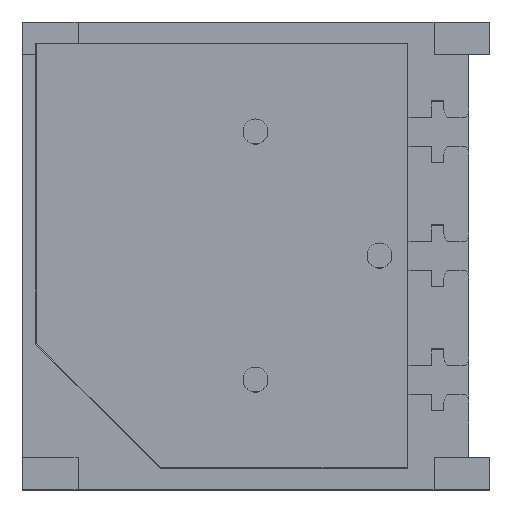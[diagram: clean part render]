
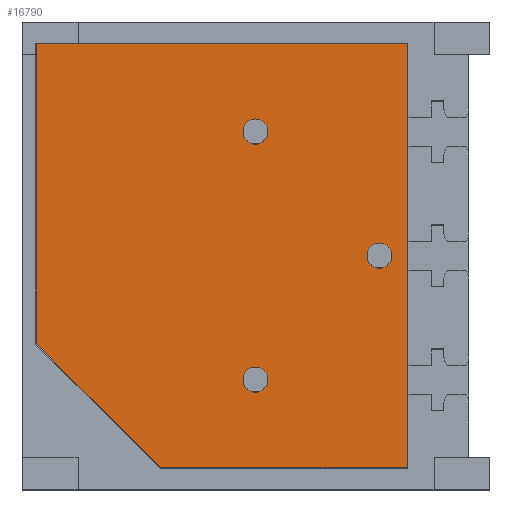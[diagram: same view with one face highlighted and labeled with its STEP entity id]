
A CAD part, top view. The second image highlights one B-rep face of the part: STEP entity #16790.
In plain terms, the highlighted planar face has unit normal (0, 0, 1).
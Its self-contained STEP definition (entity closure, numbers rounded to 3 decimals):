
#4 = AXIS2_PLACEMENT_3D ( 'NONE', #21453, #7688, #23806 ) ;
#187 = ORIENTED_EDGE ( 'NONE', *, *, #28865, .F. ) ;
#268 = DIRECTION ( 'NONE',  ( 0., -1., 0. ) ) ;
#493 = EDGE_CURVE ( 'NONE', #7878, #19135, #5925, .T. ) ;
#518 = EDGE_LOOP ( 'NONE', ( #20754, #25107 ) ) ;
#1092 = EDGE_CURVE ( 'NONE', #3654, #7112, #19941, .T. ) ;
#1168 = ORIENTED_EDGE ( 'NONE', *, *, #17972, .T. ) ;
#1399 = ORIENTED_EDGE ( 'NONE', *, *, #493, .T. ) ;
#1592 = CARTESIAN_POINT ( 'NONE',  ( 4.775, 2.248, 4.547 ) ) ;
#1849 = CARTESIAN_POINT ( 'NONE',  ( 7.885, 7.036, 4.547 ) ) ;
#2199 = AXIS2_PLACEMENT_3D ( 'NONE', #6433, #22518, #8768 ) ;
#2250 = DIRECTION ( 'NONE',  ( -1., 0., 0. ) ) ;
#2482 = CARTESIAN_POINT ( 'NONE',  ( 5.029, 7.328, 4.547 ) ) ;
#2626 = CARTESIAN_POINT ( 'NONE',  ( 7.885, 4.496, 4.547 ) ) ;
#2787 = FACE_BOUND ( 'NONE', #5385, .T. ) ;
#3124 = CIRCLE ( 'NONE', #22920, 0.254 ) ;
#3654 = VERTEX_POINT ( 'NONE', #23768 ) ;
#3930 = DIRECTION ( 'NONE',  ( -1., 0., 0. ) ) ;
#4042 = VECTOR ( 'NONE', #16375, 1000. ) ;
#4066 = EDGE_LOOP ( 'NONE', ( #7797, #16794 ) ) ;
#4072 = ORIENTED_EDGE ( 'NONE', *, *, #21670, .F. ) ;
#4508 = CARTESIAN_POINT ( 'NONE',  ( 4.521, 7.328, 4.547 ) ) ;
#4797 = VERTEX_POINT ( 'NONE', #8955 ) ;
#5100 = VERTEX_POINT ( 'NONE', #7452 ) ;
#5138 = CARTESIAN_POINT ( 'NONE',  ( 7.315, 4.788, 4.547 ) ) ;
#5156 = CARTESIAN_POINT ( 'NONE',  ( 9.247, 4.788, 4.547 ) ) ;
#5385 = EDGE_LOOP ( 'NONE', ( #6176, #22302 ) ) ;
#5424 = VECTOR ( 'NONE', #11531, 1000. ) ;
#5554 = CIRCLE ( 'NONE', #19438, 0.254 ) ;
#5656 = LINE ( 'NONE', #9190, #11031 ) ;
#5925 = LINE ( 'NONE', #29499, #17443 ) ;
#5982 = AXIS2_PLACEMENT_3D ( 'NONE', #12256, #28363, #14565 ) ;
#6078 = VECTOR ( 'NONE', #17943, 1000. ) ;
#6146 = EDGE_CURVE ( 'NONE', #8575, #15830, #12162, .T. ) ;
#6176 = ORIENTED_EDGE ( 'NONE', *, *, #1092, .T. ) ;
#6215 = CARTESIAN_POINT ( 'NONE',  ( 4.775, 2.248, 4.547 ) ) ;
#6433 = CARTESIAN_POINT ( 'NONE',  ( 4.775, 7.328, 4.547 ) ) ;
#6469 = DIRECTION ( 'NONE',  ( 0., 1., 0. ) ) ;
#7086 = LINE ( 'NONE', #16043, #18576 ) ;
#7112 = VERTEX_POINT ( 'NONE', #26973 ) ;
#7191 = AXIS2_PLACEMENT_3D ( 'NONE', #5138, #21235, #7463 ) ;
#7452 = CARTESIAN_POINT ( 'NONE',  ( 0.294, 9.129, 4.547 ) ) ;
#7463 = DIRECTION ( 'NONE',  ( -1., 0., 0. ) ) ;
#7688 = DIRECTION ( 'NONE',  ( 0., 0., -1. ) ) ;
#7797 = ORIENTED_EDGE ( 'NONE', *, *, #8826, .T. ) ;
#7878 = VERTEX_POINT ( 'NONE', #16269 ) ;
#7882 = VERTEX_POINT ( 'NONE', #2482 ) ;
#7967 = VECTOR ( 'NONE', #268, 1000. ) ;
#8068 = CARTESIAN_POINT ( 'NONE',  ( 7.885, 7.62, 4.547 ) ) ;
#8548 = DIRECTION ( 'NONE',  ( -1., 0., 0. ) ) ;
#8575 = VERTEX_POINT ( 'NONE', #28157 ) ;
#8727 = CARTESIAN_POINT ( 'NONE',  ( 7.885, 1.956, 4.547 ) ) ;
#8768 = DIRECTION ( 'NONE',  ( -1., 0., 0. ) ) ;
#8826 = EDGE_CURVE ( 'NONE', #29797, #7882, #24992, .T. ) ;
#8955 = CARTESIAN_POINT ( 'NONE',  ( 7.885, 5.08, 4.547 ) ) ;
#9190 = CARTESIAN_POINT ( 'NONE',  ( 5.363, 0.446, 4.547 ) ) ;
#9209 = LINE ( 'NONE', #9539, #26110 ) ;
#9539 = CARTESIAN_POINT ( 'NONE',  ( 7.885, 4.788, 4.547 ) ) ;
#9645 = EDGE_CURVE ( 'NONE', #26214, #15830, #12296, .T. ) ;
#9889 = ORIENTED_EDGE ( 'NONE', *, *, #9645, .F. ) ;
#9892 = LINE ( 'NONE', #13711, #14468 ) ;
#10155 = CIRCLE ( 'NONE', #4, 0.254 ) ;
#10312 = LINE ( 'NONE', #15502, #27904 ) ;
#10387 = VERTEX_POINT ( 'NONE', #19556 ) ;
#10624 = EDGE_CURVE ( 'NONE', #15251, #10387, #20199, .T. ) ;
#11031 = VECTOR ( 'NONE', #2250, 1000. ) ;
#11531 = DIRECTION ( 'NONE',  ( 1., 0., 0. ) ) ;
#11706 = AXIS2_PLACEMENT_3D ( 'NONE', #5156, #12083, #28178 ) ;
#12083 = DIRECTION ( 'NONE',  ( 0., 0., 1. ) ) ;
#12162 = LINE ( 'NONE', #1849, #6078 ) ;
#12256 = CARTESIAN_POINT ( 'NONE',  ( 7.315, 4.788, 4.547 ) ) ;
#12296 = LINE ( 'NONE', #25629, #4042 ) ;
#12394 = EDGE_CURVE ( 'NONE', #14670, #12499, #5554, .T. ) ;
#12499 = VERTEX_POINT ( 'NONE', #24836 ) ;
#13023 = CARTESIAN_POINT ( 'NONE',  ( 5.029, 2.248, 4.547 ) ) ;
#13028 = CARTESIAN_POINT ( 'NONE',  ( 2.832, 0.446, 4.547 ) ) ;
#13637 = EDGE_CURVE ( 'NONE', #15251, #7878, #29591, .T. ) ;
#13711 = CARTESIAN_POINT ( 'NONE',  ( 1.563, 1.716, 4.547 ) ) ;
#13841 = EDGE_CURVE ( 'NONE', #7882, #29797, #10155, .T. ) ;
#14468 = VECTOR ( 'NONE', #29817, 1000. ) ;
#14565 = DIRECTION ( 'NONE',  ( -1., 0., 0. ) ) ;
#14670 = VERTEX_POINT ( 'NONE', #13023 ) ;
#15006 = ORIENTED_EDGE ( 'NONE', *, *, #17728, .T. ) ;
#15062 = FACE_OUTER_BOUND ( 'NONE', #18967, .T. ) ;
#15251 = VERTEX_POINT ( 'NONE', #26680 ) ;
#15502 = CARTESIAN_POINT ( 'NONE',  ( 7.885, 4.496, 4.547 ) ) ;
#15830 = VERTEX_POINT ( 'NONE', #8068 ) ;
#16043 = CARTESIAN_POINT ( 'NONE',  ( 0.294, 6.061, 4.547 ) ) ;
#16269 = CARTESIAN_POINT ( 'NONE',  ( 7.885, 2.54, 4.547 ) ) ;
#16375 = DIRECTION ( 'NONE',  ( 0., -1., 0. ) ) ;
#16790 = ADVANCED_FACE ( 'NONE', ( #27257, #26571, #2787, #15062 ), #25886, .T. ) ;
#16794 = ORIENTED_EDGE ( 'NONE', *, *, #13841, .T. ) ;
#17391 = VERTEX_POINT ( 'NONE', #25734 ) ;
#17443 = VECTOR ( 'NONE', #6469, 1000. ) ;
#17459 = EDGE_CURVE ( 'NONE', #7112, #3654, #20747, .T. ) ;
#17719 = DIRECTION ( 'NONE',  ( 0., 0., -1. ) ) ;
#17728 = EDGE_CURVE ( 'NONE', #19135, #4797, #10312, .T. ) ;
#17783 = DIRECTION ( 'NONE',  ( 0., 1., 0. ) ) ;
#17943 = DIRECTION ( 'NONE',  ( 0., 1., 0. ) ) ;
#17972 = EDGE_CURVE ( 'NONE', #4797, #8575, #9209, .T. ) ;
#18343 = DIRECTION ( 'NONE',  ( 0., 1., 0. ) ) ;
#18576 = VECTOR ( 'NONE', #18343, 1000. ) ;
#18967 = EDGE_LOOP ( 'NONE', ( #23326, #1399, #15006, #1168, #21384, #9889, #4072, #26497, #187, #22550, #21876 ) ) ;
#19135 = VERTEX_POINT ( 'NONE', #2626 ) ;
#19438 = AXIS2_PLACEMENT_3D ( 'NONE', #6215, #22319, #8548 ) ;
#19556 = CARTESIAN_POINT ( 'NONE',  ( 7.885, 0.446, 4.547 ) ) ;
#19941 = CIRCLE ( 'NONE', #7191, 0.254 ) ;
#20199 = LINE ( 'NONE', #27823, #7967 ) ;
#20408 = VERTEX_POINT ( 'NONE', #13028 ) ;
#20747 = CIRCLE ( 'NONE', #5982, 0.254 ) ;
#20754 = ORIENTED_EDGE ( 'NONE', *, *, #25634, .T. ) ;
#21235 = DIRECTION ( 'NONE',  ( 0., 0., -1. ) ) ;
#21384 = ORIENTED_EDGE ( 'NONE', *, *, #6146, .T. ) ;
#21453 = CARTESIAN_POINT ( 'NONE',  ( 4.775, 7.328, 4.547 ) ) ;
#21670 = EDGE_CURVE ( 'NONE', #5100, #26214, #29196, .T. ) ;
#21876 = ORIENTED_EDGE ( 'NONE', *, *, #10624, .F. ) ;
#22302 = ORIENTED_EDGE ( 'NONE', *, *, #17459, .T. ) ;
#22319 = DIRECTION ( 'NONE',  ( 0., 0., -1. ) ) ;
#22383 = CARTESIAN_POINT ( 'NONE',  ( 7.885, 9.129, 4.547 ) ) ;
#22518 = DIRECTION ( 'NONE',  ( 0., 0., -1. ) ) ;
#22550 = ORIENTED_EDGE ( 'NONE', *, *, #26389, .F. ) ;
#22920 = AXIS2_PLACEMENT_3D ( 'NONE', #1592, #17719, #3930 ) ;
#23026 = CARTESIAN_POINT ( 'NONE',  ( 4.089, 9.129, 4.547 ) ) ;
#23326 = ORIENTED_EDGE ( 'NONE', *, *, #13637, .T. ) ;
#23346 = DIRECTION ( 'NONE',  ( 0., 1., 0. ) ) ;
#23768 = CARTESIAN_POINT ( 'NONE',  ( 7.061, 4.788, 4.547 ) ) ;
#23806 = DIRECTION ( 'NONE',  ( -1., 0., 0. ) ) ;
#24836 = CARTESIAN_POINT ( 'NONE',  ( 4.521, 2.248, 4.547 ) ) ;
#24992 = CIRCLE ( 'NONE', #2199, 0.254 ) ;
#25107 = ORIENTED_EDGE ( 'NONE', *, *, #12394, .T. ) ;
#25629 = CARTESIAN_POINT ( 'NONE',  ( 7.885, 8.382, 4.547 ) ) ;
#25634 = EDGE_CURVE ( 'NONE', #12499, #14670, #3124, .T. ) ;
#25734 = CARTESIAN_POINT ( 'NONE',  ( 0.294, 2.985, 4.547 ) ) ;
#25886 = PLANE ( 'NONE',  #11706 ) ;
#26110 = VECTOR ( 'NONE', #23346, 1000. ) ;
#26214 = VERTEX_POINT ( 'NONE', #22383 ) ;
#26351 = EDGE_CURVE ( 'NONE', #17391, #5100, #7086, .T. ) ;
#26389 = EDGE_CURVE ( 'NONE', #10387, #20408, #5656, .T. ) ;
#26497 = ORIENTED_EDGE ( 'NONE', *, *, #26351, .F. ) ;
#26571 = FACE_BOUND ( 'NONE', #518, .T. ) ;
#26680 = CARTESIAN_POINT ( 'NONE',  ( 7.885, 1.956, 4.547 ) ) ;
#26973 = CARTESIAN_POINT ( 'NONE',  ( 7.569, 4.788, 4.547 ) ) ;
#27257 = FACE_BOUND ( 'NONE', #4066, .T. ) ;
#27408 = VECTOR ( 'NONE', #29400, 1000. ) ;
#27823 = CARTESIAN_POINT ( 'NONE',  ( 7.885, 1.194, 4.547 ) ) ;
#27904 = VECTOR ( 'NONE', #17783, 1000. ) ;
#28157 = CARTESIAN_POINT ( 'NONE',  ( 7.885, 7.036, 4.547 ) ) ;
#28178 = DIRECTION ( 'NONE',  ( 1., 0., 0. ) ) ;
#28363 = DIRECTION ( 'NONE',  ( 0., 0., -1. ) ) ;
#28865 = EDGE_CURVE ( 'NONE', #20408, #17391, #9892, .T. ) ;
#29196 = LINE ( 'NONE', #23026, #5424 ) ;
#29400 = DIRECTION ( 'NONE',  ( 0., 1., 0. ) ) ;
#29499 = CARTESIAN_POINT ( 'NONE',  ( 7.885, 4.788, 4.547 ) ) ;
#29591 = LINE ( 'NONE', #8727, #27408 ) ;
#29797 = VERTEX_POINT ( 'NONE', #4508 ) ;
#29817 = DIRECTION ( 'NONE',  ( -0.707, 0.707, 0. ) ) ;
